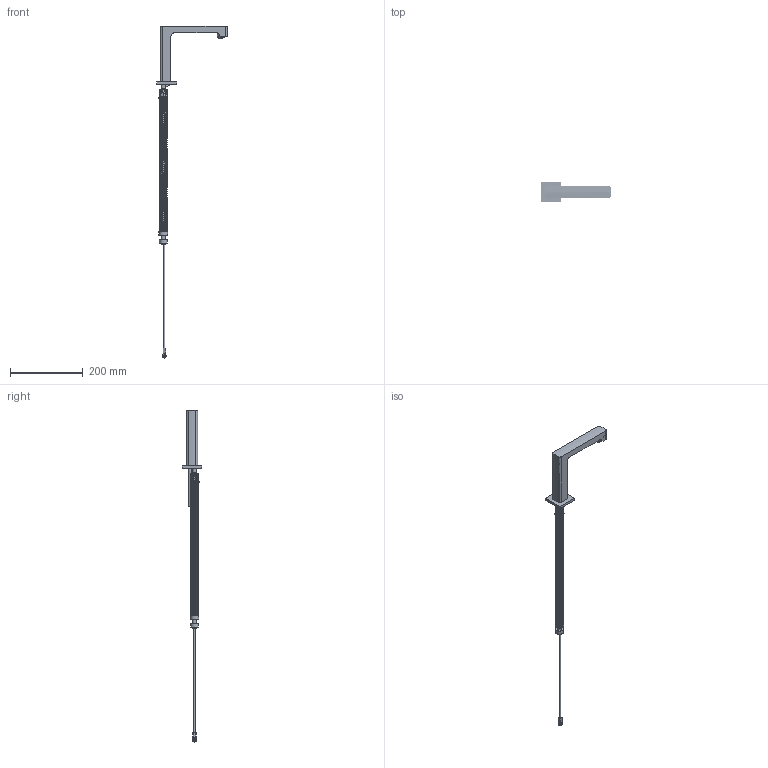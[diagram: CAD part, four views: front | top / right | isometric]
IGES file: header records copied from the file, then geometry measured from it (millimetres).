
Global section: file name: 116196; native system: Autodesk Inventor 2014; preprocessor: unknown; author: seihe2; date: 20170713.093758; units: millimetre
Bounding box: 195.35 x 55 x 914.98 mm (x, y, z)
Volume: 190264 mm3; surface area: 201481 mm2
Topology: 16 solids, 17 shells, 2672 faces, 6583 edges, 3348 vertices
Faces by surface type: bspline 1899, plane 557, cylinder 103, revolution 77, cone 35, sphere 1
Full cylindrical faces by diameter (mm): 3.5 x1, 8 x1, 10 x1, 10.4 x1, 11.5 x1, 12 x1, 14.6 x1, 21 x1
